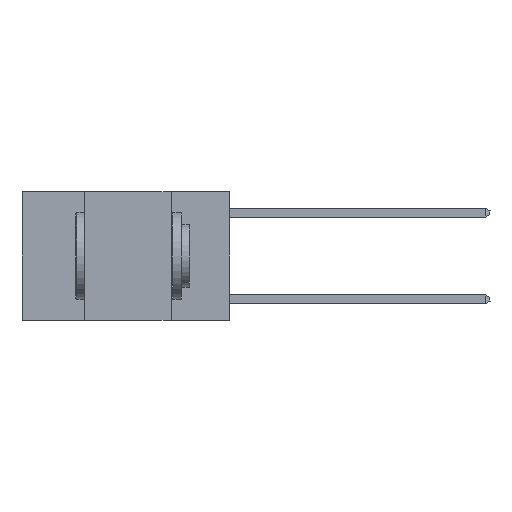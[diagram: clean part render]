
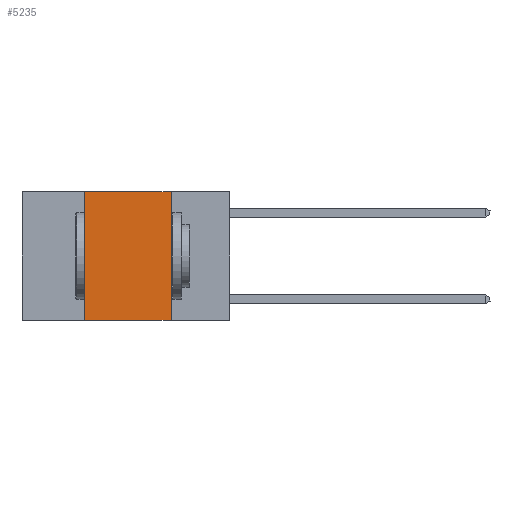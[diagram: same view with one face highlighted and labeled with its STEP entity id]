
A CAD part, left-side view. The second image highlights one B-rep face of the part: STEP entity #5235.
In plain terms, the highlighted planar face has unit normal (-1, 0, 0).
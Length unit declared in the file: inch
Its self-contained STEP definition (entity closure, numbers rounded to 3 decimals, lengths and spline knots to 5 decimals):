
#371 = FACE_OUTER_BOUND ( 'NONE', #1093, .T. ) ;
#436 = EDGE_CURVE ( 'NONE', #11792, #14360, #1788, .T. ) ;
#527 = CARTESIAN_POINT ( 'NONE',  ( 0., 0.6, 0. ) ) ;
#1093 = EDGE_LOOP ( 'NONE', ( #7217, #10231, #10608, #2234 ) ) ;
#1177 = VECTOR ( 'NONE', #11767, 39.37008 ) ;
#1233 = LINE ( 'NONE', #8708, #13026 ) ;
#1788 = LINE ( 'NONE', #8789, #10530 ) ;
#2171 = DIRECTION ( 'NONE',  ( 0., 0., 1. ) ) ;
#2234 = ORIENTED_EDGE ( 'NONE', *, *, #8584, .T. ) ;
#2662 = DIRECTION ( 'NONE',  ( 0., 0., -1. ) ) ;
#2786 = VERTEX_POINT ( 'NONE', #11872 ) ;
#3400 = AXIS2_PLACEMENT_3D ( 'NONE', #13990, #9472, #2662 ) ;
#5235 = ADVANCED_FACE ( 'NONE', ( #371 ), #10570, .F. ) ;
#5236 = CARTESIAN_POINT ( 'NONE',  ( 0., 0.17, 0. ) ) ;
#5550 = CARTESIAN_POINT ( 'NONE',  ( 0., 0.42, -0.37 ) ) ;
#6052 = LINE ( 'NONE', #527, #14743 ) ;
#6099 = EDGE_CURVE ( 'NONE', #12321, #2786, #1233, .T. ) ;
#7217 = ORIENTED_EDGE ( 'NONE', *, *, #6099, .F. ) ;
#7341 = EDGE_CURVE ( 'NONE', #14360, #12321, #6052, .T. ) ;
#8517 = CARTESIAN_POINT ( 'NONE',  ( 0., 0.42, 0. ) ) ;
#8584 = EDGE_CURVE ( 'NONE', #11792, #2786, #10282, .T. ) ;
#8708 = CARTESIAN_POINT ( 'NONE',  ( 0., 0.17, 0. ) ) ;
#8789 = CARTESIAN_POINT ( 'NONE',  ( 0., 0.42, 0. ) ) ;
#9472 = DIRECTION ( 'NONE',  ( 1., 0., 0. ) ) ;
#9658 = DIRECTION ( 'NONE',  ( 0., -1., 0. ) ) ;
#9827 = DIRECTION ( 'NONE',  ( 0., 0., -1. ) ) ;
#10231 = ORIENTED_EDGE ( 'NONE', *, *, #7341, .F. ) ;
#10282 = LINE ( 'NONE', #10599, #1177 ) ;
#10530 = VECTOR ( 'NONE', #2171, 39.37008 ) ;
#10570 = PLANE ( 'NONE',  #3400 ) ;
#10599 = CARTESIAN_POINT ( 'NONE',  ( 0., 0.6, -0.37 ) ) ;
#10608 = ORIENTED_EDGE ( 'NONE', *, *, #436, .F. ) ;
#11767 = DIRECTION ( 'NONE',  ( 0., -1., 0. ) ) ;
#11792 = VERTEX_POINT ( 'NONE', #5550 ) ;
#11872 = CARTESIAN_POINT ( 'NONE',  ( 0., 0.17, -0.37 ) ) ;
#12321 = VERTEX_POINT ( 'NONE', #5236 ) ;
#13026 = VECTOR ( 'NONE', #9827, 39.37008 ) ;
#13990 = CARTESIAN_POINT ( 'NONE',  ( 0., 0.6, 0. ) ) ;
#14360 = VERTEX_POINT ( 'NONE', #8517 ) ;
#14743 = VECTOR ( 'NONE', #9658, 39.37008 ) ;
